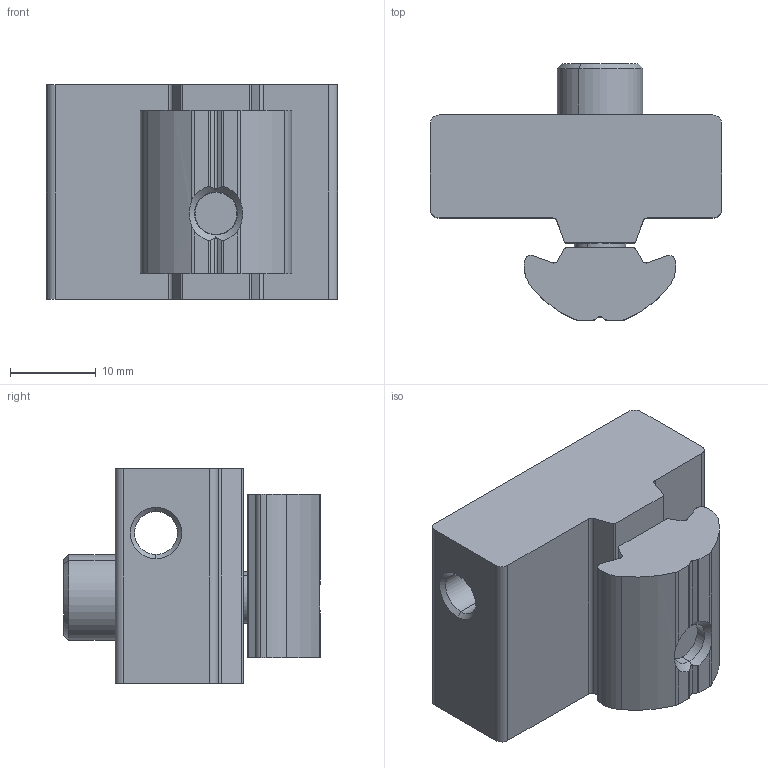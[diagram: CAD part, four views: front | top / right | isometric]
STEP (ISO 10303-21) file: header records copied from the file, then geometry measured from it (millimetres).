
FILE_DESCRIPTION (( 'STEP AP214' ), '1' );
FILE_NAME ('25x35mm Panel Retainer Bracket - M6 Straight Nut(40DPR-0411-001-02).STEP', '2023-09-05T14:52:08', ( '' ), ( '' ), 'SwSTEP 2.0', 'SolidWorks 2020', '' );
FILE_SCHEMA (( 'AUTOMOTIVE_DESIGN' ));
Length unit declared in the file: millimetre
Products named in the file (1): 25x35mm Panel Retainer Bracket - M6 Straight Nut(40DPR-0411-001-02)
Bounding box: 33.91 x 29.9 x 25 mm (x, y, z)
Volume: 12633.8 mm3; surface area: 5915.5 mm2
Topology: 3 solids, 3 shells, 96 faces, 247 edges, 157 vertices
Faces by surface type: cylinder 41, plane 41, cone 12, torus 2
Entity records: 3067 total; most frequent: CARTESIAN_POINT 565, DIRECTION 515, ORIENTED_EDGE 490, EDGE_CURVE 245, AXIS2_PLACEMENT_3D 191, VERTEX_POINT 157, LINE 133, VECTOR 133
